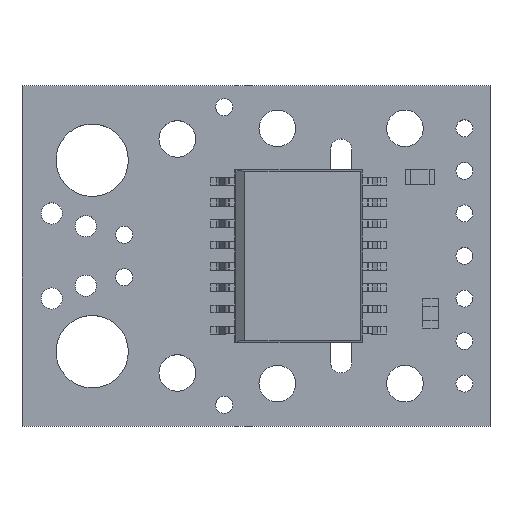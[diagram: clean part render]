
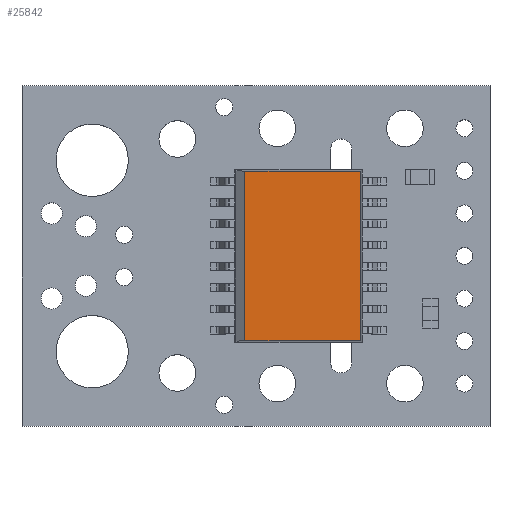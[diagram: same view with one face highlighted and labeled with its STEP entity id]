
A CAD part, top view. The second image highlights one B-rep face of the part: STEP entity #25842.
In plain terms, the highlighted planar face has unit normal (0, 0, 1).
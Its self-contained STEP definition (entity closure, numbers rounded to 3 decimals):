
#3450 = CARTESIAN_POINT ( 'NONE',  ( 16.51, 10.16, 4.215 ) ) ;
#3820 = DIRECTION ( 'NONE',  ( 0., 0., -1. ) ) ;
#4069 = EDGE_CURVE ( 'NONE', #20955, #34355, #19960, .T. ) ;
#4336 = CARTESIAN_POINT ( 'NONE',  ( 16.51, 15.215, 4.215 ) ) ;
#4528 = DIRECTION ( 'NONE',  ( -1., 0., 0. ) ) ;
#4562 = VERTEX_POINT ( 'NONE', #36834 ) ;
#4868 = ORIENTED_EDGE ( 'NONE', *, *, #4069, .T. ) ;
#5007 = CARTESIAN_POINT ( 'NONE',  ( 20.21, 15.215, 4.215 ) ) ;
#8018 = DIRECTION ( 'NONE',  ( 1., 0., 0. ) ) ;
#9145 = LINE ( 'NONE', #33838, #9192 ) ;
#9192 = VECTOR ( 'NONE', #15648, 1000. ) ;
#9931 = FACE_OUTER_BOUND ( 'NONE', #12759, .T. ) ;
#11476 = CARTESIAN_POINT ( 'NONE',  ( 13.305, 10.16, 4.215 ) ) ;
#12759 = EDGE_LOOP ( 'NONE', ( #4868, #27363, #36266, #23734 ) ) ;
#12785 = PLANE ( 'NONE',  #24782 ) ;
#14000 = VECTOR ( 'NONE', #23810, 1000. ) ;
#14411 = CARTESIAN_POINT ( 'NONE',  ( 20.21, 5.105, 4.215 ) ) ;
#14541 = LINE ( 'NONE', #11476, #14000 ) ;
#14938 = LINE ( 'NONE', #15145, #27277 ) ;
#15145 = CARTESIAN_POINT ( 'NONE',  ( 16.51, 5.105, 4.215 ) ) ;
#15220 = EDGE_CURVE ( 'NONE', #24818, #20955, #9145, .T. ) ;
#15648 = DIRECTION ( 'NONE',  ( 0., 1., 0. ) ) ;
#16284 = EDGE_CURVE ( 'NONE', #4562, #24818, #14938, .T. ) ;
#18654 = VECTOR ( 'NONE', #4528, 1000. ) ;
#19960 = LINE ( 'NONE', #4336, #18654 ) ;
#20144 = CARTESIAN_POINT ( 'NONE',  ( 13.305, 15.215, 4.215 ) ) ;
#20955 = VERTEX_POINT ( 'NONE', #5007 ) ;
#23734 = ORIENTED_EDGE ( 'NONE', *, *, #15220, .T. ) ;
#23810 = DIRECTION ( 'NONE',  ( 0., -1., 0. ) ) ;
#24782 = AXIS2_PLACEMENT_3D ( 'NONE', #3450, #3820, #31386 ) ;
#24818 = VERTEX_POINT ( 'NONE', #14411 ) ;
#25842 = ADVANCED_FACE ( 'NONE', ( #9931 ), #12785, .F. ) ;
#27277 = VECTOR ( 'NONE', #8018, 1000. ) ;
#27363 = ORIENTED_EDGE ( 'NONE', *, *, #28035, .T. ) ;
#28035 = EDGE_CURVE ( 'NONE', #34355, #4562, #14541, .T. ) ;
#31386 = DIRECTION ( 'NONE',  ( -1., 0., 0. ) ) ;
#33838 = CARTESIAN_POINT ( 'NONE',  ( 20.21, 10.16, 4.215 ) ) ;
#34355 = VERTEX_POINT ( 'NONE', #20144 ) ;
#36266 = ORIENTED_EDGE ( 'NONE', *, *, #16284, .T. ) ;
#36834 = CARTESIAN_POINT ( 'NONE',  ( 13.305, 5.105, 4.215 ) ) ;
